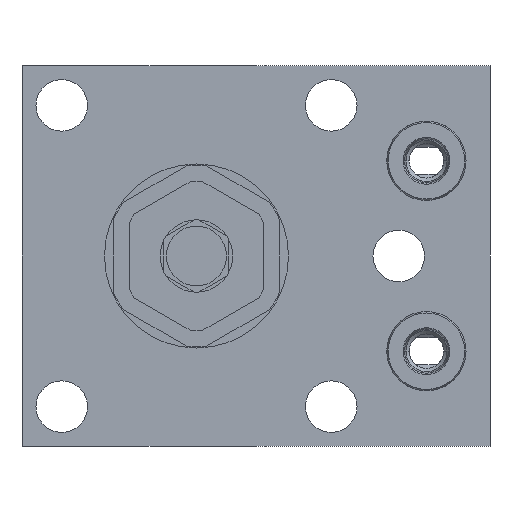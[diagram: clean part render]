
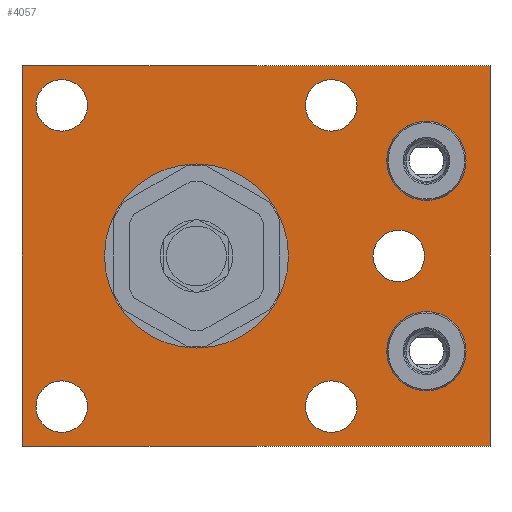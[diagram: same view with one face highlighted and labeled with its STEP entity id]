
A CAD part, left-side view. The second image highlights one B-rep face of the part: STEP entity #4057.
In plain terms, the highlighted planar face has unit normal (-1, 0, 0).
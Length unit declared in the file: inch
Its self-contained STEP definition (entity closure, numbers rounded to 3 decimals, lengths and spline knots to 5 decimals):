
#726=DIRECTION('',(0.,-1.,0.));
#727=VECTOR('',#726,3.688);
#728=CARTESIAN_POINT('',(-1.5,1.375,1.5));
#729=LINE('',#728,#727);
#733=DIRECTION('',(0.,0.,-1.));
#734=VECTOR('',#733,3.);
#735=CARTESIAN_POINT('',(-1.5,-2.313,1.5));
#736=LINE('',#735,#734);
#740=DIRECTION('',(0.,1.,0.));
#741=VECTOR('',#740,3.688);
#742=CARTESIAN_POINT('',(-1.5,-2.313,-1.5));
#743=LINE('',#742,#741);
#747=DIRECTION('',(0.,0.,1.));
#748=VECTOR('',#747,3.);
#749=CARTESIAN_POINT('',(-1.5,1.375,-1.5));
#750=LINE('',#749,#748);
#754=CARTESIAN_POINT('',(-1.5,1.062,1.187));
#755=DIRECTION('',(-1.,0.,0.));
#756=DIRECTION('',(0.,-1.,0.));
#757=AXIS2_PLACEMENT_3D('',#754,#755,#756);
#762=CARTESIAN_POINT('',(-1.5,1.062,1.187));
#763=DIRECTION('',(-1.,0.,0.));
#764=DIRECTION('',(0.,1.,0.));
#765=AXIS2_PLACEMENT_3D('',#762,#763,#764);
#770=CARTESIAN_POINT('',(-1.5,1.062,-1.187));
#771=DIRECTION('',(-1.,0.,0.));
#772=DIRECTION('',(0.,-1.,0.));
#773=AXIS2_PLACEMENT_3D('',#770,#771,#772);
#778=CARTESIAN_POINT('',(-1.5,1.062,-1.187));
#779=DIRECTION('',(-1.,0.,0.));
#780=DIRECTION('',(0.,1.,0.));
#781=AXIS2_PLACEMENT_3D('',#778,#779,#780);
#786=CARTESIAN_POINT('',(-1.5,-1.062,1.187));
#787=DIRECTION('',(-1.,0.,0.));
#788=DIRECTION('',(0.,-1.,0.));
#789=AXIS2_PLACEMENT_3D('',#786,#787,#788);
#794=CARTESIAN_POINT('',(-1.5,-1.062,1.187));
#795=DIRECTION('',(-1.,0.,0.));
#796=DIRECTION('',(0.,1.,0.));
#797=AXIS2_PLACEMENT_3D('',#794,#795,#796);
#802=CARTESIAN_POINT('',(-1.5,-1.062,-1.187));
#803=DIRECTION('',(-1.,0.,0.));
#804=DIRECTION('',(0.,-1.,0.));
#805=AXIS2_PLACEMENT_3D('',#802,#803,#804);
#810=CARTESIAN_POINT('',(-1.5,-1.062,-1.187));
#811=DIRECTION('',(-1.,0.,0.));
#812=DIRECTION('',(0.,1.,0.));
#813=AXIS2_PLACEMENT_3D('',#810,#811,#812);
#818=CARTESIAN_POINT('',(-1.5,-1.594,0.));
#819=DIRECTION('',(-1.,0.,0.));
#820=DIRECTION('',(0.,-1.,0.));
#821=AXIS2_PLACEMENT_3D('',#818,#819,#820);
#826=CARTESIAN_POINT('',(-1.5,-1.594,0.));
#827=DIRECTION('',(-1.,0.,0.));
#828=DIRECTION('',(0.,1.,0.));
#829=AXIS2_PLACEMENT_3D('',#826,#827,#828);
#834=CARTESIAN_POINT('',(-1.5,-1.812,0.75));
#835=DIRECTION('',(1.,0.,0.));
#836=DIRECTION('',(0.,1.,0.));
#837=AXIS2_PLACEMENT_3D('',#834,#835,#836);
#842=CARTESIAN_POINT('',(-1.5,-1.812,0.75));
#843=DIRECTION('',(1.,0.,0.));
#844=DIRECTION('',(0.,-1.,0.));
#845=AXIS2_PLACEMENT_3D('',#842,#843,#844);
#850=CARTESIAN_POINT('',(-1.5,-1.812,-0.75));
#851=DIRECTION('',(1.,0.,0.));
#852=DIRECTION('',(0.,1.,0.));
#853=AXIS2_PLACEMENT_3D('',#850,#851,#852);
#858=CARTESIAN_POINT('',(-1.5,-1.812,-0.75));
#859=DIRECTION('',(1.,0.,0.));
#860=DIRECTION('',(0.,-1.,0.));
#861=AXIS2_PLACEMENT_3D('',#858,#859,#860);
#866=CARTESIAN_POINT('',(-1.5,0.,0.));
#867=DIRECTION('',(-1.,0.,0.));
#868=DIRECTION('',(0.,0.,-1.));
#869=AXIS2_PLACEMENT_3D('',#866,#867,#868);
#874=CARTESIAN_POINT('',(-1.5,0.,0.));
#875=DIRECTION('',(-1.,0.,0.));
#876=DIRECTION('',(0.,0.,1.));
#877=AXIS2_PLACEMENT_3D('',#874,#875,#876);
#2998=CARTESIAN_POINT('',(-1.5,1.375,1.5));
#2999=CARTESIAN_POINT('',(-1.5,-2.313,1.5));
#3000=VERTEX_POINT('',#2998);
#3001=VERTEX_POINT('',#2999);
#3002=CARTESIAN_POINT('',(-1.5,-2.313,-1.5));
#3003=VERTEX_POINT('',#3002);
#3004=CARTESIAN_POINT('',(-1.5,1.375,-1.5));
#3005=VERTEX_POINT('',#3004);
#3026=CARTESIAN_POINT('',(-1.5,0.859,1.187));
#3027=CARTESIAN_POINT('',(-1.5,1.265,1.187));
#3028=VERTEX_POINT('',#3026);
#3029=VERTEX_POINT('',#3027);
#3038=CARTESIAN_POINT('',(-1.5,-1.4995,0.75));
#3039=CARTESIAN_POINT('',(-1.5,-2.1245,0.75));
#3040=VERTEX_POINT('',#3038);
#3041=VERTEX_POINT('',#3039);
#3058=CARTESIAN_POINT('',(-1.5,-1.4995,-0.75));
#3059=CARTESIAN_POINT('',(-1.5,-2.1245,-0.75));
#3060=VERTEX_POINT('',#3058);
#3061=VERTEX_POINT('',#3059);
#3192=CARTESIAN_POINT('',(-1.5,0.859,-1.187));
#3193=CARTESIAN_POINT('',(-1.5,1.265,-1.187));
#3194=VERTEX_POINT('',#3192);
#3195=VERTEX_POINT('',#3193);
#3200=CARTESIAN_POINT('',(-1.5,-1.265,1.187));
#3201=CARTESIAN_POINT('',(-1.5,-0.859,1.187));
#3202=VERTEX_POINT('',#3200);
#3203=VERTEX_POINT('',#3201);
#3208=CARTESIAN_POINT('',(-1.5,-1.265,-1.187));
#3209=CARTESIAN_POINT('',(-1.5,-0.859,-1.187));
#3210=VERTEX_POINT('',#3208);
#3211=VERTEX_POINT('',#3209);
#3216=CARTESIAN_POINT('',(-1.5,-1.797,0.));
#3217=CARTESIAN_POINT('',(-1.5,-1.391,0.));
#3218=VERTEX_POINT('',#3216);
#3219=VERTEX_POINT('',#3217);
#3262=CARTESIAN_POINT('',(-1.5,0.,-0.725));
#3263=CARTESIAN_POINT('',(-1.5,0.,0.725));
#3264=VERTEX_POINT('',#3262);
#3265=VERTEX_POINT('',#3263);
#3998=CARTESIAN_POINT('',(-1.5,0.,0.));
#3999=DIRECTION('',(1.,0.,0.));
#4000=DIRECTION('',(0.,0.,-1.));
#4001=AXIS2_PLACEMENT_3D('',#3998,#3999,#4000);
#4002=PLANE('',#4001);
#4003=ORIENTED_EDGE('',*,*,#3938,.T.);
#4004=ORIENTED_EDGE('',*,*,#3953,.T.);
#4005=ORIENTED_EDGE('',*,*,#3979,.T.);
#4006=ORIENTED_EDGE('',*,*,#3992,.T.);
#4007=EDGE_LOOP('',(#4003,#4004,#4005,#4006));
#4008=FACE_OUTER_BOUND('',#4007,.F.);
#4010=ORIENTED_EDGE('',*,*,#4009,.T.);
#4012=ORIENTED_EDGE('',*,*,#4011,.T.);
#4013=EDGE_LOOP('',(#4010,#4012));
#4014=FACE_BOUND('',#4013,.F.);
#4016=ORIENTED_EDGE('',*,*,#4015,.T.);
#4018=ORIENTED_EDGE('',*,*,#4017,.T.);
#4019=EDGE_LOOP('',(#4016,#4018));
#4020=FACE_BOUND('',#4019,.F.);
#4022=ORIENTED_EDGE('',*,*,#4021,.T.);
#4024=ORIENTED_EDGE('',*,*,#4023,.T.);
#4025=EDGE_LOOP('',(#4022,#4024));
#4026=FACE_BOUND('',#4025,.F.);
#4028=ORIENTED_EDGE('',*,*,#4027,.T.);
#4030=ORIENTED_EDGE('',*,*,#4029,.T.);
#4031=EDGE_LOOP('',(#4028,#4030));
#4032=FACE_BOUND('',#4031,.F.);
#4034=ORIENTED_EDGE('',*,*,#4033,.T.);
#4036=ORIENTED_EDGE('',*,*,#4035,.T.);
#4037=EDGE_LOOP('',(#4034,#4036));
#4038=FACE_BOUND('',#4037,.F.);
#4040=ORIENTED_EDGE('',*,*,#4039,.F.);
#4042=ORIENTED_EDGE('',*,*,#4041,.F.);
#4043=EDGE_LOOP('',(#4040,#4042));
#4044=FACE_BOUND('',#4043,.F.);
#4046=ORIENTED_EDGE('',*,*,#4045,.F.);
#4048=ORIENTED_EDGE('',*,*,#4047,.F.);
#4049=EDGE_LOOP('',(#4046,#4048));
#4050=FACE_BOUND('',#4049,.F.);
#4052=ORIENTED_EDGE('',*,*,#4051,.T.);
#4054=ORIENTED_EDGE('',*,*,#4053,.T.);
#4055=EDGE_LOOP('',(#4052,#4054));
#4056=FACE_BOUND('',#4055,.F.);
#758=CIRCLE('',#757,0.203);
#766=CIRCLE('',#765,0.203);
#774=CIRCLE('',#773,0.203);
#782=CIRCLE('',#781,0.203);
#790=CIRCLE('',#789,0.203);
#798=CIRCLE('',#797,0.203);
#806=CIRCLE('',#805,0.203);
#814=CIRCLE('',#813,0.203);
#822=CIRCLE('',#821,0.203);
#830=CIRCLE('',#829,0.203);
#838=CIRCLE('',#837,0.3125);
#846=CIRCLE('',#845,0.3125);
#854=CIRCLE('',#853,0.3125);
#862=CIRCLE('',#861,0.3125);
#870=CIRCLE('',#869,0.725);
#878=CIRCLE('',#877,0.725);
#3938=EDGE_CURVE('',#3000,#3001,#729,.T.);
#3953=EDGE_CURVE('',#3001,#3003,#736,.T.);
#3979=EDGE_CURVE('',#3003,#3005,#743,.T.);
#3992=EDGE_CURVE('',#3005,#3000,#750,.T.);
#4009=EDGE_CURVE('',#3028,#3029,#758,.T.);
#4011=EDGE_CURVE('',#3029,#3028,#766,.T.);
#4015=EDGE_CURVE('',#3194,#3195,#774,.T.);
#4017=EDGE_CURVE('',#3195,#3194,#782,.T.);
#4021=EDGE_CURVE('',#3202,#3203,#790,.T.);
#4023=EDGE_CURVE('',#3203,#3202,#798,.T.);
#4027=EDGE_CURVE('',#3210,#3211,#806,.T.);
#4029=EDGE_CURVE('',#3211,#3210,#814,.T.);
#4033=EDGE_CURVE('',#3218,#3219,#822,.T.);
#4035=EDGE_CURVE('',#3219,#3218,#830,.T.);
#4039=EDGE_CURVE('',#3040,#3041,#838,.T.);
#4041=EDGE_CURVE('',#3041,#3040,#846,.T.);
#4045=EDGE_CURVE('',#3060,#3061,#854,.T.);
#4047=EDGE_CURVE('',#3061,#3060,#862,.T.);
#4051=EDGE_CURVE('',#3264,#3265,#870,.T.);
#4053=EDGE_CURVE('',#3265,#3264,#878,.T.);
#4057=ADVANCED_FACE('',(#4008,#4014,#4020,#4026,#4032,#4038,#4044,#4050,#4056),
#4002,.F.);
